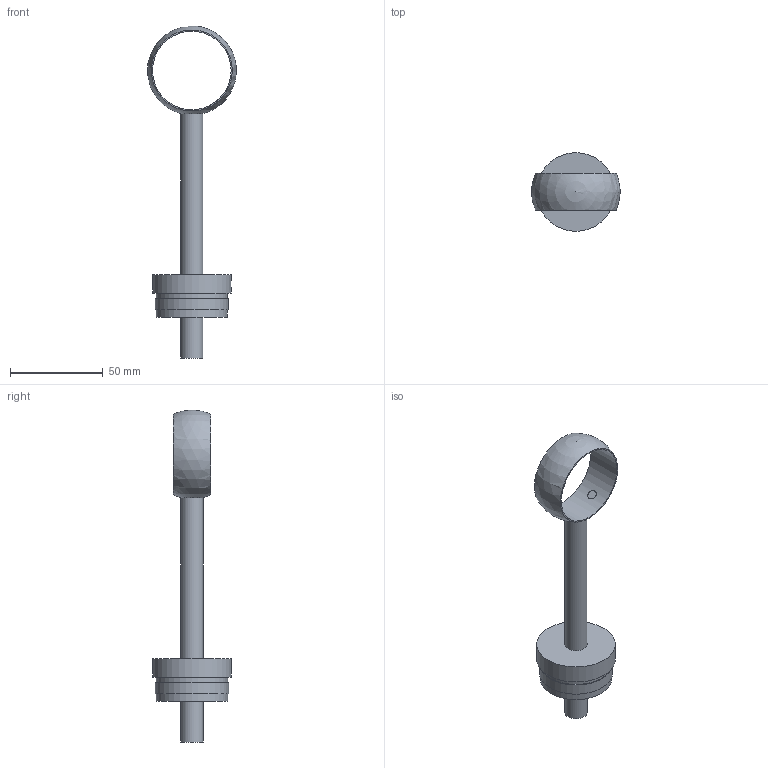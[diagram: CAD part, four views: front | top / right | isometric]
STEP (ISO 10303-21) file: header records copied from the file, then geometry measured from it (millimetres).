
FILE_DESCRIPTION(/* description */ (''),/* implementation_level */ '2;1');
FILE_NAME(/* name */ '1919_Cosch_Edelstahltechnik.stp',/* time_stamp */ '2019-01-12T14:04:22+01:00',/* author */ (''),/* organization */ (''),/* preprocessor_version */ 'ST-DEVELOPER v16',/* originating_system */ 'SIEMENS PLM Software NX 11.0',/* authorisation */ '');
FILE_SCHEMA (('AUTOMOTIVE_DESIGN { 1 0 10303 214 3 1 1 1 }'));
Length unit declared in the file: millimetre
Products named in the file (1): Goge3668951C7r9s
Bounding box: 47.78 x 42.4 x 179 mm (x, y, z)
Volume: 47615.7 mm3; surface area: 15628.3 mm2
Topology: 1 solids, 1 shells, 36 faces, 87 edges, 71 vertices
Faces by surface type: plane 25, cylinder 10, sphere 1
Full cylindrical faces by diameter (mm): 5 x2, 5.702 x1, 12 x2, 38.4 x2, 39.4 x1, 42.4 x2
Entity records: 1112 total; most frequent: CARTESIAN_POINT 276, DIRECTION 161, ORIENTED_EDGE 116, EDGE_LOOP 60, AXIS2_PLACEMENT_3D 59, EDGE_CURVE 58, VERTEX_POINT 46, FACE_BOUND 44
